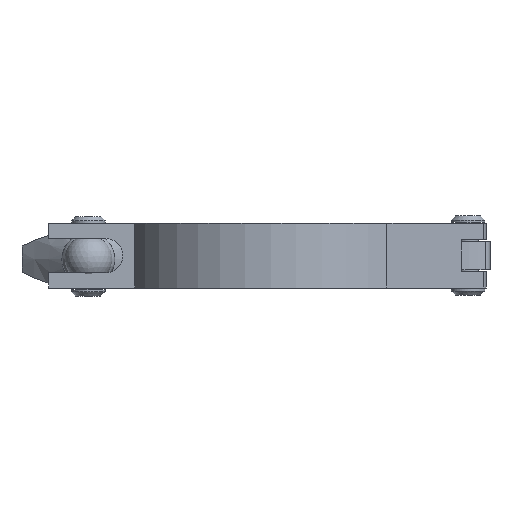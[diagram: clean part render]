
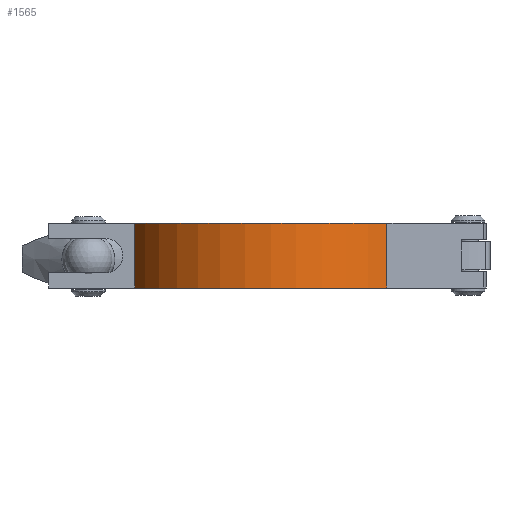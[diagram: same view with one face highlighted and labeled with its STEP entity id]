
A CAD part, front view. The second image highlights one B-rep face of the part: STEP entity #1565.
In plain terms, the highlighted cylindrical face has radius 36.173 mm (diameter 72.345 mm), a partial arc.
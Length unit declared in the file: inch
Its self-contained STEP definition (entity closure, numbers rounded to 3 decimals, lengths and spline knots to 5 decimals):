
#178=FACE_OUTER_BOUND('',#269,.T.);
#269=EDGE_LOOP('',(#1284,#1285,#1286,#1287));
#389=LINE('',#2582,#501);
#400=LINE('',#2608,#512);
#501=VECTOR('',#2046,0.3937);
#512=VECTOR('',#2071,0.3937);
#586=CIRCLE('',#1721,1.42412);
#587=CIRCLE('',#1722,1.42412);
#722=VERTEX_POINT('',#2579);
#723=VERTEX_POINT('',#2581);
#730=VERTEX_POINT('',#2605);
#731=VERTEX_POINT('',#2607);
#917=EDGE_CURVE('',#722,#723,#389,.T.);
#930=EDGE_CURVE('',#731,#730,#400,.T.);
#936=EDGE_CURVE('',#730,#723,#586,.T.);
#937=EDGE_CURVE('',#731,#722,#587,.T.);
#1284=ORIENTED_EDGE('',*,*,#936,.T.);
#1285=ORIENTED_EDGE('',*,*,#917,.F.);
#1286=ORIENTED_EDGE('',*,*,#937,.F.);
#1287=ORIENTED_EDGE('',*,*,#930,.T.);
#1502=CYLINDRICAL_SURFACE('',#1720,1.42412);
#1565=ADVANCED_FACE('',(#178),#1502,.T.);
#1720=AXIS2_PLACEMENT_3D('',#2618,#2082,#2083);
#1721=AXIS2_PLACEMENT_3D('',#2619,#2084,#2085);
#1722=AXIS2_PLACEMENT_3D('',#2620,#2086,#2087);
#2046=DIRECTION('',(0.,0.,-1.));
#2071=DIRECTION('',(0.,0.,-1.));
#2082=DIRECTION('center_axis',(0.,0.,
-1.));
#2083=DIRECTION('ref_axis',(-0.722,0.692,0.));
#2084=DIRECTION('center_axis',(0.,0.,
1.));
#2085=DIRECTION('ref_axis',(-0.722,0.692,0.));
#2086=DIRECTION('center_axis',(0.,0.,
1.));
#2087=DIRECTION('ref_axis',(-0.722,0.692,0.));
#2579=CARTESIAN_POINT('',(3.18612,-1.09522,0.305));
#2581=CARTESIAN_POINT('',(3.18612,-1.09522,-0.305));
#2582=CARTESIAN_POINT('',(3.18612,-1.09522,0.305));
#2605=CARTESIAN_POINT('',(0.81,-0.57,-0.305));
#2607=CARTESIAN_POINT('',(0.81,-0.57,0.305));
#2608=CARTESIAN_POINT('',(0.81,-0.57,0.305));
#2618=CARTESIAN_POINT('Origin',(2.15779,-0.11,0.305));
#2619=CARTESIAN_POINT('Origin',(2.15779,-0.11,-0.305));
#2620=CARTESIAN_POINT('Origin',(2.15779,-0.11,0.305));
